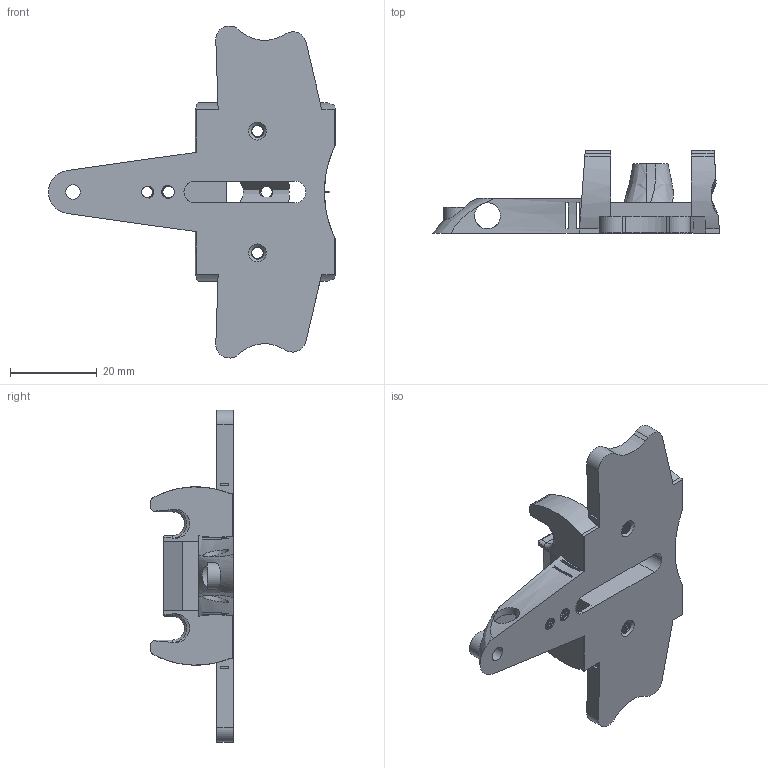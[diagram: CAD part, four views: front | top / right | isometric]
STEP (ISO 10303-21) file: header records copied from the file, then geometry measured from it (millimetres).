
FILE_DESCRIPTION(('FreeCAD Model'),'2;1');
FILE_NAME('Open CASCADE Shape Model','2025-02-12T18:36:18',(''),(''), 'Open CASCADE STEP processor 7.7','FreeCAD','Unknown');
FILE_SCHEMA(('AUTOMOTIVE_DESIGN { 1 0 10303 214 1 1 1 1 }'));
Length unit declared in the file: millimetre
Products named in the file (1): Mirrored139
Bounding box: 65.96 x 19 x 76.33 mm (x, y, z)
Volume: 13392.5 mm3; surface area: 12078.2 mm2
Topology: 1 solids, 1 shells, 560 faces, 1591 edges, 1022 vertices
Faces by surface type: bspline 229, plane 215, cylinder 92, cone 14, torus 10
Full cylindrical faces by diameter (mm): 2.7 x16, 3.4 x1, 6 x1
Entity records: 41325 total; most frequent: CARTESIAN_POINT 28505, ORIENTED_EDGE 3182, DIRECTION 1776, EDGE_CURVE 1591, VERTEX_POINT 1022, LINE 708, VECTOR 708, B_SPLINE_CURVE_WITH_KNOTS 681
